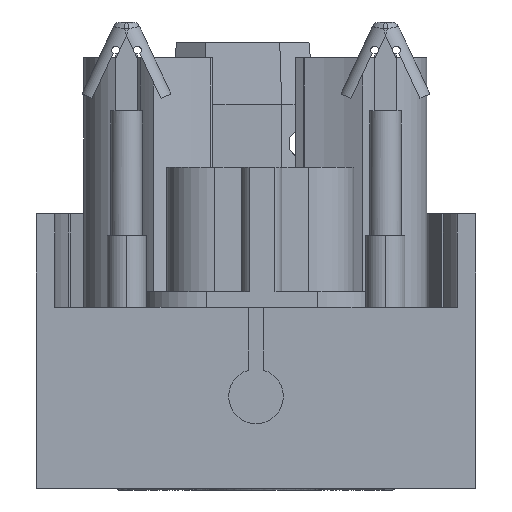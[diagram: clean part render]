
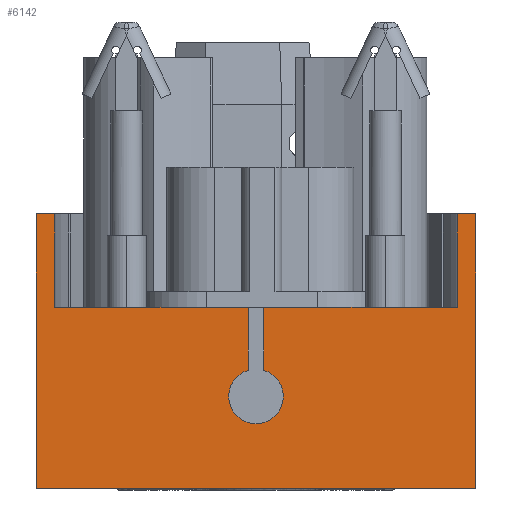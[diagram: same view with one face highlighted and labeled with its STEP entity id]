
A CAD part, front view. The second image highlights one B-rep face of the part: STEP entity #6142.
In plain terms, the highlighted planar face has unit normal (0, -1, 0).
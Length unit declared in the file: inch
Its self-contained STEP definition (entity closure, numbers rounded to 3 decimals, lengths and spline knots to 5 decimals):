
#100 = DIRECTION ( 'NONE',  ( -1., 0., 0. ) ) ;
#238 = AXIS2_PLACEMENT_3D ( 'NONE', #3431, #10672, #8637 ) ;
#381 = CARTESIAN_POINT ( 'NONE',  ( 0., 0., 0.16339 ) ) ;
#538 = EDGE_CURVE ( 'NONE', #2148, #10693, #8378, .T. ) ;
#596 = LINE ( 'NONE', #1077, #2035 ) ;
#600 = DIRECTION ( 'NONE',  ( 1., 0., 0. ) ) ;
#777 = LINE ( 'NONE', #12960, #9996 ) ;
#809 = VERTEX_POINT ( 'NONE', #2222 ) ;
#846 = VERTEX_POINT ( 'NONE', #2269 ) ;
#1061 = ORIENTED_EDGE ( 'NONE', *, *, #2523, .F. ) ;
#1077 = CARTESIAN_POINT ( 'NONE',  ( -0.55512, 0., 0.69291 ) ) ;
#1361 = ORIENTED_EDGE ( 'NONE', *, *, #538, .F. ) ;
#1376 = CIRCLE ( 'NONE', #3325, 0.0689 ) ;
#1446 = CARTESIAN_POINT ( 'NONE',  ( 0., 0., 0. ) ) ;
#1732 = LINE ( 'NONE', #7875, #3493 ) ;
#1852 = DIRECTION ( 'NONE',  ( 0., -1., 0. ) ) ;
#1967 = ORIENTED_EDGE ( 'NONE', *, *, #2445, .F. ) ;
#2023 = VERTEX_POINT ( 'NONE', #5542 ) ;
#2035 = VECTOR ( 'NONE', #100, 39.37008 ) ;
#2107 = EDGE_CURVE ( 'NONE', #10693, #2023, #777, .T. ) ;
#2148 = VERTEX_POINT ( 'NONE', #8819 ) ;
#2222 = CARTESIAN_POINT ( 'NONE',  ( 0.55512, 0., 0. ) ) ;
#2269 = CARTESIAN_POINT ( 'NONE',  ( 0.50787, 0., 0.69291 ) ) ;
#2445 = EDGE_CURVE ( 'NONE', #8126, #2148, #9178, .T. ) ;
#2452 = ORIENTED_EDGE ( 'NONE', *, *, #6002, .F. ) ;
#2523 = EDGE_CURVE ( 'NONE', #8207, #12602, #1732, .T. ) ;
#2666 = CARTESIAN_POINT ( 'NONE',  ( 0.55512, 0., 0.69291 ) ) ;
#2723 = VECTOR ( 'NONE', #9875, 39.37008 ) ;
#2769 = EDGE_CURVE ( 'NONE', #8296, #12004, #596, .T. ) ;
#2828 = CARTESIAN_POINT ( 'NONE',  ( 0.01969, 0., 0.45669 ) ) ;
#3006 = CARTESIAN_POINT ( 'NONE',  ( -0.50787, 0., 0.45669 ) ) ;
#3101 = ORIENTED_EDGE ( 'NONE', *, *, #3236, .T. ) ;
#3228 = VECTOR ( 'NONE', #11275, 39.37008 ) ;
#3236 = EDGE_CURVE ( 'NONE', #12004, #13275, #7594, .T. ) ;
#3325 = AXIS2_PLACEMENT_3D ( 'NONE', #7027, #1852, #11177 ) ;
#3431 = CARTESIAN_POINT ( 'NONE',  ( 0., 0., 0.23228 ) ) ;
#3493 = VECTOR ( 'NONE', #9958, 39.37008 ) ;
#3667 = LINE ( 'NONE', #5797, #2723 ) ;
#3811 = CARTESIAN_POINT ( 'NONE',  ( 0.01969, 0., 0.29831 ) ) ;
#4057 = LINE ( 'NONE', #2666, #8427 ) ;
#4104 = DIRECTION ( 'NONE',  ( 0., 0., -1. ) ) ;
#4230 = FACE_OUTER_BOUND ( 'NONE', #11961, .T. ) ;
#4347 = ORIENTED_EDGE ( 'NONE', *, *, #4949, .T. ) ;
#4355 = DIRECTION ( 'NONE',  ( 0., 1., 0. ) ) ;
#4847 = VECTOR ( 'NONE', #4104, 39.37008 ) ;
#4929 = CARTESIAN_POINT ( 'NONE',  ( 0.50787, 0., 0.45669 ) ) ;
#4949 = EDGE_CURVE ( 'NONE', #13275, #809, #3667, .T. ) ;
#4967 = DIRECTION ( 'NONE',  ( 0., 0., 1. ) ) ;
#5022 = ORIENTED_EDGE ( 'NONE', *, *, #9987, .T. ) ;
#5082 = DIRECTION ( 'NONE',  ( 0., 0., 1. ) ) ;
#5083 = VECTOR ( 'NONE', #4967, 39.37008 ) ;
#5542 = CARTESIAN_POINT ( 'NONE',  ( 0.50787, 0., 0.45669 ) ) ;
#5620 = VECTOR ( 'NONE', #5082, 39.37008 ) ;
#5797 = CARTESIAN_POINT ( 'NONE',  ( 0.55512, 0., 0. ) ) ;
#6002 = EDGE_CURVE ( 'NONE', #2023, #846, #7843, .T. ) ;
#6026 = ORIENTED_EDGE ( 'NONE', *, *, #7618, .F. ) ;
#6142 = ADVANCED_FACE ( 'NONE', ( #4230 ), #11730, .F. ) ;
#6445 = DIRECTION ( 'NONE',  ( 0., 0., 1. ) ) ;
#6796 = ORIENTED_EDGE ( 'NONE', *, *, #8369, .F. ) ;
#6864 = LINE ( 'NONE', #10432, #8642 ) ;
#6966 = CARTESIAN_POINT ( 'NONE',  ( -0.55512, 0., 0. ) ) ;
#6992 = DIRECTION ( 'NONE',  ( -1., 0., 0. ) ) ;
#7027 = CARTESIAN_POINT ( 'NONE',  ( 0., 0., 0.23228 ) ) ;
#7345 = AXIS2_PLACEMENT_3D ( 'NONE', #1446, #4355, #6445 ) ;
#7442 = CARTESIAN_POINT ( 'NONE',  ( -0.01969, 0., 0.29831 ) ) ;
#7594 = LINE ( 'NONE', #6966, #4847 ) ;
#7618 = EDGE_CURVE ( 'NONE', #12602, #11834, #12386, .T. ) ;
#7843 = LINE ( 'NONE', #4929, #5083 ) ;
#7875 = CARTESIAN_POINT ( 'NONE',  ( -0.50787, 0., 0.45669 ) ) ;
#8126 = VERTEX_POINT ( 'NONE', #381 ) ;
#8207 = VERTEX_POINT ( 'NONE', #9910 ) ;
#8296 = VERTEX_POINT ( 'NONE', #11892 ) ;
#8369 = EDGE_CURVE ( 'NONE', #11834, #8126, #1376, .T. ) ;
#8378 = LINE ( 'NONE', #3811, #5620 ) ;
#8427 = VECTOR ( 'NONE', #11474, 39.37008 ) ;
#8637 = DIRECTION ( 'NONE',  ( 0., 0., -1. ) ) ;
#8642 = VECTOR ( 'NONE', #6992, 39.37008 ) ;
#8819 = CARTESIAN_POINT ( 'NONE',  ( 0.01969, 0., 0.29831 ) ) ;
#9055 = CARTESIAN_POINT ( 'NONE',  ( -0.55512, 0., 0.69291 ) ) ;
#9178 = CIRCLE ( 'NONE', #238, 0.0689 ) ;
#9326 = VECTOR ( 'NONE', #10866, 39.37008 ) ;
#9819 = CARTESIAN_POINT ( 'NONE',  ( -0.01969, 0., 0.45669 ) ) ;
#9875 = DIRECTION ( 'NONE',  ( 1., 0., 0. ) ) ;
#9910 = CARTESIAN_POINT ( 'NONE',  ( -0.50787, 0., 0.45669 ) ) ;
#9958 = DIRECTION ( 'NONE',  ( 1., 0., 0. ) ) ;
#9987 = EDGE_CURVE ( 'NONE', #10815, #846, #6864, .T. ) ;
#9996 = VECTOR ( 'NONE', #600, 39.37008 ) ;
#10395 = ORIENTED_EDGE ( 'NONE', *, *, #2107, .F. ) ;
#10432 = CARTESIAN_POINT ( 'NONE',  ( -0.55512, 0., 0.69291 ) ) ;
#10624 = CARTESIAN_POINT ( 'NONE',  ( -0.01969, 0., 0.45669 ) ) ;
#10672 = DIRECTION ( 'NONE',  ( 0., -1., 0. ) ) ;
#10693 = VERTEX_POINT ( 'NONE', #2828 ) ;
#10815 = VERTEX_POINT ( 'NONE', #13325 ) ;
#10866 = DIRECTION ( 'NONE',  ( 0., 0., -1. ) ) ;
#10939 = CARTESIAN_POINT ( 'NONE',  ( -0.55512, 0., 0. ) ) ;
#11177 = DIRECTION ( 'NONE',  ( 0., 0., -1. ) ) ;
#11215 = ORIENTED_EDGE ( 'NONE', *, *, #12877, .T. ) ;
#11275 = DIRECTION ( 'NONE',  ( 0., 0., 1. ) ) ;
#11333 = EDGE_CURVE ( 'NONE', #809, #10815, #4057, .T. ) ;
#11474 = DIRECTION ( 'NONE',  ( 0., 0., 1. ) ) ;
#11650 = ORIENTED_EDGE ( 'NONE', *, *, #11333, .T. ) ;
#11730 = PLANE ( 'NONE',  #7345 ) ;
#11809 = LINE ( 'NONE', #3006, #3228 ) ;
#11834 = VERTEX_POINT ( 'NONE', #7442 ) ;
#11892 = CARTESIAN_POINT ( 'NONE',  ( -0.50787, 0., 0.69291 ) ) ;
#11961 = EDGE_LOOP ( 'NONE', ( #6796, #6026, #1061, #11215, #13361, #3101, #4347, #11650, #5022, #2452, #10395, #1361, #1967 ) ) ;
#12004 = VERTEX_POINT ( 'NONE', #9055 ) ;
#12386 = LINE ( 'NONE', #9819, #9326 ) ;
#12602 = VERTEX_POINT ( 'NONE', #10624 ) ;
#12877 = EDGE_CURVE ( 'NONE', #8207, #8296, #11809, .T. ) ;
#12960 = CARTESIAN_POINT ( 'NONE',  ( -0.50787, 0., 0.45669 ) ) ;
#13275 = VERTEX_POINT ( 'NONE', #10939 ) ;
#13325 = CARTESIAN_POINT ( 'NONE',  ( 0.55512, 0., 0.69291 ) ) ;
#13361 = ORIENTED_EDGE ( 'NONE', *, *, #2769, .T. ) ;
